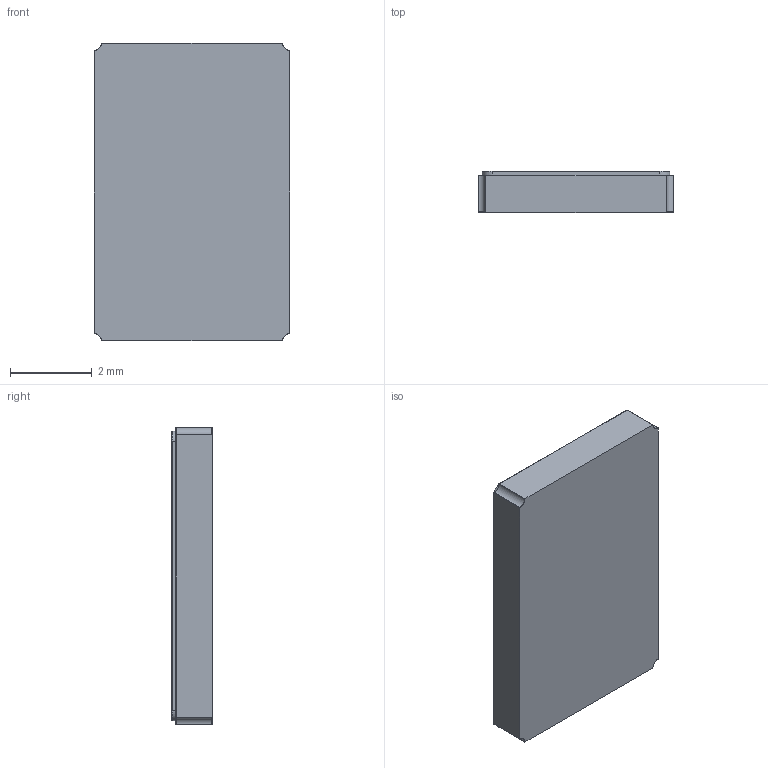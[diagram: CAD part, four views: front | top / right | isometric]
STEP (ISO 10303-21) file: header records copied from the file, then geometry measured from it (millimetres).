
FILE_DESCRIPTION (( 'STEP AP214' ), '1' );
FILE_NAME ('38CD5E68-0936-43A4-9C30-CE57530B2F15.STEP', '2007-06-08T20:47:32', ( 'sysAdmin' ), ( 'SolidWorks' ), 'SwSTEP 2.0', 'SolidWorks 2007', '' );
FILE_SCHEMA (( 'AUTOMOTIVE_DESIGN' ));
Length unit declared in the file: millimetre
Products named in the file (1): 38CD5E68-0936-43A4-9C30-CE57530B2F15
Bounding box: 4.8 x 1 x 7.3 mm (x, y, z)
Volume: 34.7 mm3; surface area: 93.4 mm2
Topology: 1 solids, 1 shells, 158 faces, 406 edges, 252 vertices
Faces by surface type: plane 59, bspline 45, cylinder 30, torus 16, sphere 8
Entity records: 8411 total; most frequent: CARTESIAN_POINT 3550, ORIENTED_EDGE 796, DIRECTION 604, EDGE_CURVE 398, VERTEX_POINT 252, VECTOR 224, LINE 224, AXIS2_PLACEMENT_3D 190
